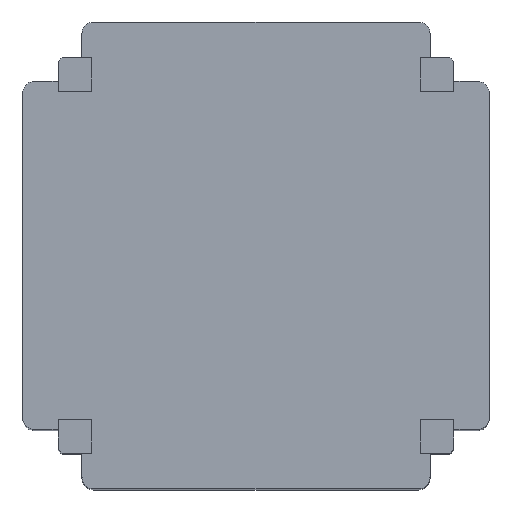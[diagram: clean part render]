
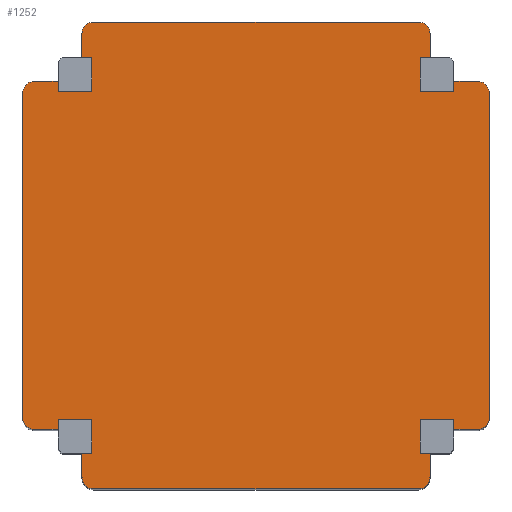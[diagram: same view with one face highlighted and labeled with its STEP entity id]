
A CAD part, top view. The second image highlights one B-rep face of the part: STEP entity #1252.
In plain terms, the highlighted planar face has unit normal (0, 0, 1).
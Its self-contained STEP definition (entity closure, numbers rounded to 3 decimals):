
#246=DIRECTION('',(-1.,0.,0.));
#247=VECTOR('',#246,8.5);
#248=CARTESIAN_POINT('',(8.5,8.5,162.75));
#249=LINE('',#248,#247);
#250=DIRECTION('',(0.,-1.,0.));
#251=VECTOR('',#250,2.5);
#252=CARTESIAN_POINT('',(0.,8.5,162.75));
#253=LINE('',#252,#251);
#254=DIRECTION('',(1.,0.,0.));
#255=VECTOR('',#254,6.);
#256=CARTESIAN_POINT('',(-6.,6.,162.75));
#257=LINE('',#256,#255);
#258=CARTESIAN_POINT('',(-6.,9.,162.75));
#259=DIRECTION('',(0.,0.,1.));
#260=DIRECTION('',(-1.,0.,0.));
#261=AXIS2_PLACEMENT_3D('',#258,#259,#260);
#263=DIRECTION('',(0.,-1.,0.));
#264=VECTOR('',#263,82.);
#265=CARTESIAN_POINT('',(-9.,91.,162.75));
#266=LINE('',#265,#264);
#267=CARTESIAN_POINT('',(-6.,91.,162.75));
#268=DIRECTION('',(0.,0.,1.));
#269=DIRECTION('',(0.,1.,0.));
#270=AXIS2_PLACEMENT_3D('',#267,#268,#269);
#272=DIRECTION('',(-1.,0.,0.));
#273=VECTOR('',#272,6.);
#274=CARTESIAN_POINT('',(0.,94.,162.75));
#275=LINE('',#274,#273);
#276=DIRECTION('',(0.,-1.,0.));
#277=VECTOR('',#276,2.5);
#278=CARTESIAN_POINT('',(0.,94.,162.75));
#279=LINE('',#278,#277);
#280=DIRECTION('',(1.,0.,0.));
#281=VECTOR('',#280,8.5);
#282=CARTESIAN_POINT('',(0.,91.5,162.75));
#283=LINE('',#282,#281);
#284=DIRECTION('',(0.,1.,0.));
#285=VECTOR('',#284,8.5);
#286=CARTESIAN_POINT('',(8.5,91.5,162.75));
#287=LINE('',#286,#285);
#288=DIRECTION('',(-1.,0.,0.));
#289=VECTOR('',#288,2.5);
#290=CARTESIAN_POINT('',(8.5,100.,162.75));
#291=LINE('',#290,#289);
#292=DIRECTION('',(0.,-1.,0.));
#293=VECTOR('',#292,6.);
#294=CARTESIAN_POINT('',(6.,106.,162.75));
#295=LINE('',#294,#293);
#296=CARTESIAN_POINT('',(9.,106.,162.75));
#297=DIRECTION('',(0.,0.,1.));
#298=DIRECTION('',(0.,1.,0.));
#299=AXIS2_PLACEMENT_3D('',#296,#297,#298);
#301=DIRECTION('',(-1.,0.,0.));
#302=VECTOR('',#301,82.);
#303=CARTESIAN_POINT('',(91.,109.,162.75));
#304=LINE('',#303,#302);
#305=CARTESIAN_POINT('',(91.,106.,162.75));
#306=DIRECTION('',(0.,0.,1.));
#307=DIRECTION('',(1.,0.,0.));
#308=AXIS2_PLACEMENT_3D('',#305,#306,#307);
#310=DIRECTION('',(0.,1.,0.));
#311=VECTOR('',#310,6.);
#312=CARTESIAN_POINT('',(94.,100.,162.75));
#313=LINE('',#312,#311);
#314=DIRECTION('',(-1.,0.,0.));
#315=VECTOR('',#314,2.5);
#316=CARTESIAN_POINT('',(94.,100.,162.75));
#317=LINE('',#316,#315);
#318=DIRECTION('',(0.,-1.,0.));
#319=VECTOR('',#318,8.5);
#320=CARTESIAN_POINT('',(91.5,100.,162.75));
#321=LINE('',#320,#319);
#322=DIRECTION('',(1.,0.,0.));
#323=VECTOR('',#322,8.5);
#324=CARTESIAN_POINT('',(91.5,91.5,162.75));
#325=LINE('',#324,#323);
#326=DIRECTION('',(0.,1.,0.));
#327=VECTOR('',#326,2.5);
#328=CARTESIAN_POINT('',(100.,91.5,162.75));
#329=LINE('',#328,#327);
#330=DIRECTION('',(-1.,0.,0.));
#331=VECTOR('',#330,6.);
#332=CARTESIAN_POINT('',(106.,94.,162.75));
#333=LINE('',#332,#331);
#334=CARTESIAN_POINT('',(106.,91.,162.75));
#335=DIRECTION('',(0.,0.,1.));
#336=DIRECTION('',(1.,0.,0.));
#337=AXIS2_PLACEMENT_3D('',#334,#335,#336);
#339=DIRECTION('',(0.,1.,0.));
#340=VECTOR('',#339,82.);
#341=CARTESIAN_POINT('',(109.,9.,162.75));
#342=LINE('',#341,#340);
#343=CARTESIAN_POINT('',(106.,9.,162.75));
#344=DIRECTION('',(0.,0.,1.));
#345=DIRECTION('',(0.,-1.,0.));
#346=AXIS2_PLACEMENT_3D('',#343,#344,#345);
#348=DIRECTION('',(1.,0.,0.));
#349=VECTOR('',#348,6.);
#350=CARTESIAN_POINT('',(100.,6.,162.75));
#351=LINE('',#350,#349);
#352=DIRECTION('',(0.,1.,0.));
#353=VECTOR('',#352,2.5);
#354=CARTESIAN_POINT('',(100.,6.,162.75));
#355=LINE('',#354,#353);
#356=DIRECTION('',(-1.,0.,0.));
#357=VECTOR('',#356,8.5);
#358=CARTESIAN_POINT('',(100.,8.5,162.75));
#359=LINE('',#358,#357);
#360=DIRECTION('',(0.,-1.,0.));
#361=VECTOR('',#360,8.5);
#362=CARTESIAN_POINT('',(91.5,8.5,162.75));
#363=LINE('',#362,#361);
#364=DIRECTION('',(1.,0.,0.));
#365=VECTOR('',#364,2.5);
#366=CARTESIAN_POINT('',(91.5,0.,162.75));
#367=LINE('',#366,#365);
#368=DIRECTION('',(0.,1.,0.));
#369=VECTOR('',#368,6.);
#370=CARTESIAN_POINT('',(94.,-6.,162.75));
#371=LINE('',#370,#369);
#372=CARTESIAN_POINT('',(91.,-6.,162.75));
#373=DIRECTION('',(0.,0.,1.));
#374=DIRECTION('',(0.,-1.,0.));
#375=AXIS2_PLACEMENT_3D('',#372,#373,#374);
#377=DIRECTION('',(1.,0.,0.));
#378=VECTOR('',#377,82.);
#379=CARTESIAN_POINT('',(9.,-9.,162.75));
#380=LINE('',#379,#378);
#381=CARTESIAN_POINT('',(9.,-6.,162.75));
#382=DIRECTION('',(0.,0.,1.));
#383=DIRECTION('',(-1.,0.,0.));
#384=AXIS2_PLACEMENT_3D('',#381,#382,#383);
#386=DIRECTION('',(0.,-1.,0.));
#387=VECTOR('',#386,6.);
#388=CARTESIAN_POINT('',(6.,0.,162.75));
#389=LINE('',#388,#387);
#390=DIRECTION('',(1.,0.,0.));
#391=VECTOR('',#390,2.5);
#392=CARTESIAN_POINT('',(6.,0.,162.75));
#393=LINE('',#392,#391);
#394=DIRECTION('',(0.,1.,0.));
#395=VECTOR('',#394,8.5);
#396=CARTESIAN_POINT('',(8.5,0.,162.75));
#397=LINE('',#396,#395);
#691=CARTESIAN_POINT('',(106.,94.,162.75));
#693=VERTEX_POINT('',#691);
#695=CARTESIAN_POINT('',(109.,91.,162.75));
#697=VERTEX_POINT('',#695);
#699=CARTESIAN_POINT('',(94.,-6.,162.75));
#701=VERTEX_POINT('',#699);
#703=CARTESIAN_POINT('',(91.,-9.,162.75));
#705=VERTEX_POINT('',#703);
#707=CARTESIAN_POINT('',(-9.,91.,162.75));
#709=VERTEX_POINT('',#707);
#711=CARTESIAN_POINT('',(-6.,94.,162.75));
#713=VERTEX_POINT('',#711);
#715=CARTESIAN_POINT('',(6.,106.,162.75));
#717=VERTEX_POINT('',#715);
#719=CARTESIAN_POINT('',(9.,109.,162.75));
#721=VERTEX_POINT('',#719);
#723=CARTESIAN_POINT('',(91.,109.,162.75));
#725=VERTEX_POINT('',#723);
#727=CARTESIAN_POINT('',(94.,106.,162.75));
#729=VERTEX_POINT('',#727);
#731=CARTESIAN_POINT('',(109.,9.,162.75));
#733=VERTEX_POINT('',#731);
#735=CARTESIAN_POINT('',(106.,6.,162.75));
#737=VERTEX_POINT('',#735);
#738=CARTESIAN_POINT('',(-9.,9.,162.75));
#740=VERTEX_POINT('',#738);
#742=CARTESIAN_POINT('',(-6.,6.,162.75));
#744=VERTEX_POINT('',#742);
#747=CARTESIAN_POINT('',(9.,-9.,162.75));
#749=VERTEX_POINT('',#747);
#751=CARTESIAN_POINT('',(6.,-6.,162.75));
#753=VERTEX_POINT('',#751);
#778=CARTESIAN_POINT('',(8.5,8.5,162.75));
#779=CARTESIAN_POINT('',(0.,8.5,162.75));
#780=VERTEX_POINT('',#778);
#781=VERTEX_POINT('',#779);
#782=CARTESIAN_POINT('',(0.,6.,162.75));
#783=VERTEX_POINT('',#782);
#784=CARTESIAN_POINT('',(6.,0.,162.75));
#785=CARTESIAN_POINT('',(8.5,0.,162.75));
#786=VERTEX_POINT('',#784);
#787=VERTEX_POINT('',#785);
#788=CARTESIAN_POINT('',(100.,6.,162.75));
#789=CARTESIAN_POINT('',(100.,8.5,162.75));
#790=VERTEX_POINT('',#788);
#791=VERTEX_POINT('',#789);
#792=CARTESIAN_POINT('',(91.5,8.5,162.75));
#793=VERTEX_POINT('',#792);
#794=CARTESIAN_POINT('',(91.5,0.,162.75));
#795=VERTEX_POINT('',#794);
#796=CARTESIAN_POINT('',(94.,0.,162.75));
#797=VERTEX_POINT('',#796);
#798=CARTESIAN_POINT('',(91.5,100.,162.75));
#799=CARTESIAN_POINT('',(91.5,91.5,162.75));
#800=VERTEX_POINT('',#798);
#801=VERTEX_POINT('',#799);
#802=CARTESIAN_POINT('',(100.,91.5,162.75));
#803=VERTEX_POINT('',#802);
#804=CARTESIAN_POINT('',(100.,94.,162.75));
#805=VERTEX_POINT('',#804);
#806=CARTESIAN_POINT('',(94.,100.,162.75));
#807=VERTEX_POINT('',#806);
#808=CARTESIAN_POINT('',(0.,94.,162.75));
#809=CARTESIAN_POINT('',(0.,91.5,162.75));
#810=VERTEX_POINT('',#808);
#811=VERTEX_POINT('',#809);
#812=CARTESIAN_POINT('',(8.5,91.5,162.75));
#813=VERTEX_POINT('',#812);
#814=CARTESIAN_POINT('',(8.5,100.,162.75));
#815=VERTEX_POINT('',#814);
#816=CARTESIAN_POINT('',(6.,100.,162.75));
#817=VERTEX_POINT('',#816);
#1177=CARTESIAN_POINT('',(50.,50.,162.75));
#1178=DIRECTION('',(0.,0.,1.));
#1179=DIRECTION('',(1.,0.,0.));
#1180=AXIS2_PLACEMENT_3D('',#1177,#1178,#1179);
#1181=PLANE('',#1180);
#1182=ORIENTED_EDGE('',*,*,#1168,.T.);
#1183=ORIENTED_EDGE('',*,*,#1103,.T.);
#1185=ORIENTED_EDGE('',*,*,#1184,.F.);
#1187=ORIENTED_EDGE('',*,*,#1186,.F.);
#1189=ORIENTED_EDGE('',*,*,#1188,.F.);
#1191=ORIENTED_EDGE('',*,*,#1190,.F.);
#1193=ORIENTED_EDGE('',*,*,#1192,.F.);
#1194=ORIENTED_EDGE('',*,*,#925,.T.);
#1196=ORIENTED_EDGE('',*,*,#1195,.T.);
#1198=ORIENTED_EDGE('',*,*,#1197,.T.);
#1200=ORIENTED_EDGE('',*,*,#1199,.T.);
#1202=ORIENTED_EDGE('',*,*,#1201,.F.);
#1204=ORIENTED_EDGE('',*,*,#1203,.F.);
#1206=ORIENTED_EDGE('',*,*,#1205,.F.);
#1208=ORIENTED_EDGE('',*,*,#1207,.F.);
#1210=ORIENTED_EDGE('',*,*,#1209,.F.);
#1212=ORIENTED_EDGE('',*,*,#1211,.T.);
#1214=ORIENTED_EDGE('',*,*,#1213,.T.);
#1216=ORIENTED_EDGE('',*,*,#1215,.T.);
#1218=ORIENTED_EDGE('',*,*,#1217,.T.);
#1220=ORIENTED_EDGE('',*,*,#1219,.F.);
#1222=ORIENTED_EDGE('',*,*,#1221,.F.);
#1224=ORIENTED_EDGE('',*,*,#1223,.F.);
#1226=ORIENTED_EDGE('',*,*,#1225,.F.);
#1228=ORIENTED_EDGE('',*,*,#1227,.F.);
#1230=ORIENTED_EDGE('',*,*,#1229,.T.);
#1232=ORIENTED_EDGE('',*,*,#1231,.T.);
#1234=ORIENTED_EDGE('',*,*,#1233,.T.);
#1236=ORIENTED_EDGE('',*,*,#1235,.T.);
#1238=ORIENTED_EDGE('',*,*,#1237,.F.);
#1240=ORIENTED_EDGE('',*,*,#1239,.F.);
#1242=ORIENTED_EDGE('',*,*,#1241,.F.);
#1244=ORIENTED_EDGE('',*,*,#1243,.F.);
#1246=ORIENTED_EDGE('',*,*,#1245,.F.);
#1247=ORIENTED_EDGE('',*,*,#1137,.T.);
#1249=ORIENTED_EDGE('',*,*,#1248,.T.);
#1250=EDGE_LOOP('',(#1182,#1183,#1185,#1187,#1189,#1191,#1193,#1194,#1196,#1198,
#1200,#1202,#1204,#1206,#1208,#1210,#1212,#1214,#1216,#1218,#1220,#1222,#1224,
#1226,#1228,#1230,#1232,#1234,#1236,#1238,#1240,#1242,#1244,#1246,#1247,#1249));
#1251=FACE_OUTER_BOUND('',#1250,.F.);
#1252=ADVANCED_FACE('',(#1251),#1181,.T.);
#262=CIRCLE('',#261,3.);
#271=CIRCLE('',#270,3.);
#300=CIRCLE('',#299,3.);
#309=CIRCLE('',#308,3.);
#338=CIRCLE('',#337,3.);
#347=CIRCLE('',#346,3.);
#376=CIRCLE('',#375,3.);
#385=CIRCLE('',#384,3.);
#925=EDGE_CURVE('',#810,#811,#279,.T.);
#1103=EDGE_CURVE('',#781,#783,#253,.T.);
#1137=EDGE_CURVE('',#786,#787,#393,.T.);
#1168=EDGE_CURVE('',#780,#781,#249,.T.);
#1184=EDGE_CURVE('',#744,#783,#257,.T.);
#1186=EDGE_CURVE('',#740,#744,#262,.T.);
#1188=EDGE_CURVE('',#709,#740,#266,.T.);
#1190=EDGE_CURVE('',#713,#709,#271,.T.);
#1192=EDGE_CURVE('',#810,#713,#275,.T.);
#1195=EDGE_CURVE('',#811,#813,#283,.T.);
#1197=EDGE_CURVE('',#813,#815,#287,.T.);
#1199=EDGE_CURVE('',#815,#817,#291,.T.);
#1201=EDGE_CURVE('',#717,#817,#295,.T.);
#1203=EDGE_CURVE('',#721,#717,#300,.T.);
#1205=EDGE_CURVE('',#725,#721,#304,.T.);
#1207=EDGE_CURVE('',#729,#725,#309,.T.);
#1209=EDGE_CURVE('',#807,#729,#313,.T.);
#1211=EDGE_CURVE('',#807,#800,#317,.T.);
#1213=EDGE_CURVE('',#800,#801,#321,.T.);
#1215=EDGE_CURVE('',#801,#803,#325,.T.);
#1217=EDGE_CURVE('',#803,#805,#329,.T.);
#1219=EDGE_CURVE('',#693,#805,#333,.T.);
#1221=EDGE_CURVE('',#697,#693,#338,.T.);
#1223=EDGE_CURVE('',#733,#697,#342,.T.);
#1225=EDGE_CURVE('',#737,#733,#347,.T.);
#1227=EDGE_CURVE('',#790,#737,#351,.T.);
#1229=EDGE_CURVE('',#790,#791,#355,.T.);
#1231=EDGE_CURVE('',#791,#793,#359,.T.);
#1233=EDGE_CURVE('',#793,#795,#363,.T.);
#1235=EDGE_CURVE('',#795,#797,#367,.T.);
#1237=EDGE_CURVE('',#701,#797,#371,.T.);
#1239=EDGE_CURVE('',#705,#701,#376,.T.);
#1241=EDGE_CURVE('',#749,#705,#380,.T.);
#1243=EDGE_CURVE('',#753,#749,#385,.T.);
#1245=EDGE_CURVE('',#786,#753,#389,.T.);
#1248=EDGE_CURVE('',#787,#780,#397,.T.);
